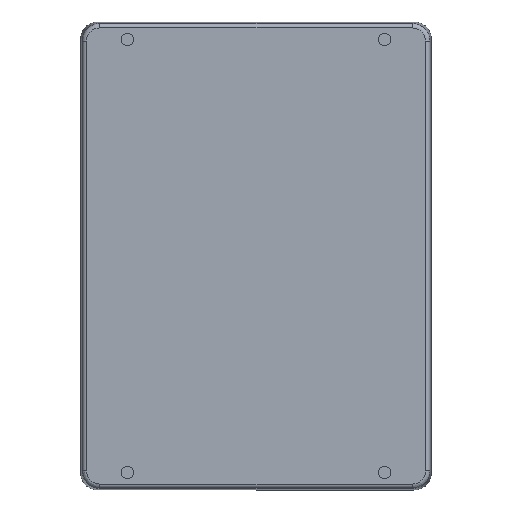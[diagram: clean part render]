
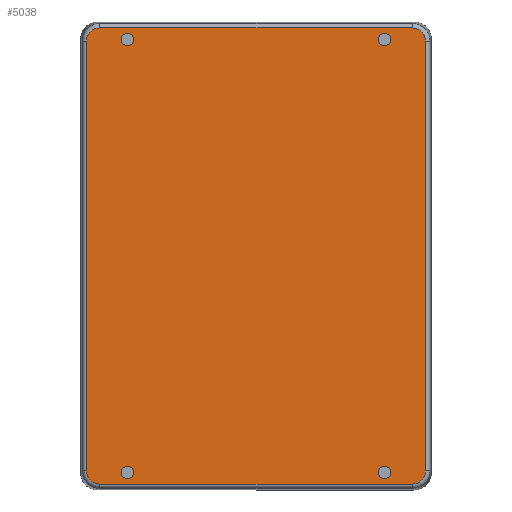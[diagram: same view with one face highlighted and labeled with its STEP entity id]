
A CAD part, left-side view. The second image highlights one B-rep face of the part: STEP entity #5038.
In plain terms, the highlighted planar face has unit normal (-1, 0, 0).
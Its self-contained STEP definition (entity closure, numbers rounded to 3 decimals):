
#324=LINE('',#9308,#612);
#326=LINE('',#9424,#614);
#327=LINE('',#9429,#615);
#329=LINE('',#9542,#617);
#612=VECTOR('',#7378,10.693);
#614=VECTOR('',#7396,14.693);
#615=VECTOR('',#7401,14.693);
#617=VECTOR('',#7417,10.693);
#672=ELLIPSE('',#5742,0.45,0.45);
#673=ELLIPSE('',#5744,0.45,0.45);
#676=ELLIPSE('',#5752,0.45,0.45);
#677=ELLIPSE('',#5754,0.45,0.45);
#787=PLANE('',#5763);
#1052=FACE_BOUND('',#1802,.T.);
#1053=FACE_BOUND('',#1803,.T.);
#1054=FACE_BOUND('',#1804,.T.);
#1055=FACE_BOUND('',#1805,.T.);
#1373=FACE_OUTER_BOUND('',#1801,.T.);
#1801=EDGE_LOOP('',(#4627,#4628,#4629,#4630,#4631,#4632,#4633,#4634));
#1802=EDGE_LOOP('',(#4635));
#1803=EDGE_LOOP('',(#4636));
#1804=EDGE_LOOP('',(#4637));
#1805=EDGE_LOOP('',(#4638));
#1992=CIRCLE('',#5443,0.21);
#1996=CIRCLE('',#5449,0.21);
#2000=CIRCLE('',#5455,0.21);
#2004=CIRCLE('',#5461,0.21);
#2411=VERTEX_POINT('',#8726);
#2415=VERTEX_POINT('',#8736);
#2419=VERTEX_POINT('',#8746);
#2423=VERTEX_POINT('',#8756);
#2595=VERTEX_POINT('',#9301);
#2598=VERTEX_POINT('',#9306);
#2599=VERTEX_POINT('',#9359);
#2602=VERTEX_POINT('',#9415);
#2603=VERTEX_POINT('',#9420);
#2606=VERTEX_POINT('',#9427);
#2607=VERTEX_POINT('',#9481);
#2610=VERTEX_POINT('',#9537);
#3011=EDGE_CURVE('',#2411,#2411,#1992,.T.);
#3015=EDGE_CURVE('',#2415,#2415,#1996,.T.);
#3019=EDGE_CURVE('',#2419,#2419,#2000,.T.);
#3023=EDGE_CURVE('',#2423,#2423,#2004,.T.);
#3266=EDGE_CURVE('',#2598,#2595,#324,.T.);
#3269=EDGE_CURVE('',#2595,#2599,#672,.T.);
#3271=EDGE_CURVE('',#2602,#2598,#673,.T.);
#3275=EDGE_CURVE('',#2599,#2603,#326,.T.);
#3277=EDGE_CURVE('',#2606,#2602,#327,.T.);
#3281=EDGE_CURVE('',#2603,#2607,#676,.T.);
#3283=EDGE_CURVE('',#2610,#2606,#677,.T.);
#3285=EDGE_CURVE('',#2607,#2610,#329,.T.);
#4627=ORIENTED_EDGE('',*,*,#3266,.F.);
#4628=ORIENTED_EDGE('',*,*,#3271,.F.);
#4629=ORIENTED_EDGE('',*,*,#3277,.F.);
#4630=ORIENTED_EDGE('',*,*,#3283,.F.);
#4631=ORIENTED_EDGE('',*,*,#3285,.F.);
#4632=ORIENTED_EDGE('',*,*,#3281,.F.);
#4633=ORIENTED_EDGE('',*,*,#3275,.F.);
#4634=ORIENTED_EDGE('',*,*,#3269,.F.);
#4635=ORIENTED_EDGE('',*,*,#3023,.T.);
#4636=ORIENTED_EDGE('',*,*,#3019,.T.);
#4637=ORIENTED_EDGE('',*,*,#3015,.T.);
#4638=ORIENTED_EDGE('',*,*,#3011,.T.);
#5038=ADVANCED_FACE('',(#1373,#1052,#1053,#1054,#1055),#787,.T.);
#5443=AXIS2_PLACEMENT_3D('',#8727,#6687,#6688);
#5449=AXIS2_PLACEMENT_3D('',#8737,#6699,#6700);
#5455=AXIS2_PLACEMENT_3D('',#8747,#6711,#6712);
#5461=AXIS2_PLACEMENT_3D('',#8757,#6723,#6724);
#5742=AXIS2_PLACEMENT_3D('',#9363,#7383,#7384);
#5744=AXIS2_PLACEMENT_3D('',#9417,#7387,#7388);
#5752=AXIS2_PLACEMENT_3D('',#9485,#7407,#7408);
#5754=AXIS2_PLACEMENT_3D('',#9539,#7411,#7412);
#5763=AXIS2_PLACEMENT_3D('',#9562,#7438,#7439);
#6687=DIRECTION('center_axis',(1.,0.,0.));
#6688=DIRECTION('ref_axis',(0.,0.,-1.));
#6699=DIRECTION('center_axis',(1.,0.,0.));
#6700=DIRECTION('ref_axis',(0.,0.,-1.));
#6711=DIRECTION('center_axis',(1.,0.,0.));
#6712=DIRECTION('ref_axis',(0.,0.,-1.));
#6723=DIRECTION('center_axis',(1.,0.,0.));
#6724=DIRECTION('ref_axis',(0.,0.,-1.));
#7378=DIRECTION('',(0.,-1.,0.));
#7383=DIRECTION('center_axis',(1.,0.,0.));
#7384=DIRECTION('ref_axis',(0.,-0.707,0.707));
#7387=DIRECTION('center_axis',(1.,0.,0.));
#7388=DIRECTION('ref_axis',(0.,0.707,0.707));
#7396=DIRECTION('',(0.,0.,-1.));
#7401=DIRECTION('',(0.,0.,1.));
#7407=DIRECTION('center_axis',(1.,0.,0.));
#7408=DIRECTION('ref_axis',(0.,-0.707,-0.707));
#7411=DIRECTION('center_axis',(1.,0.,0.));
#7412=DIRECTION('ref_axis',(0.,0.707,-0.707));
#7417=DIRECTION('',(0.,1.,0.));
#7438=DIRECTION('center_axis',(-1.,0.,0.));
#7439=DIRECTION('ref_axis',(0.,0.,1.));
#8726=CARTESIAN_POINT('',(0.,-4.4,7.61));
#8727=CARTESIAN_POINT('Origin',(0.,-4.4,7.4));
#8736=CARTESIAN_POINT('',(0.,-4.4,-7.19));
#8737=CARTESIAN_POINT('Origin',(0.,-4.4,-7.4));
#8746=CARTESIAN_POINT('',(0.,4.4,7.61));
#8747=CARTESIAN_POINT('Origin',(0.,4.4,7.4));
#8756=CARTESIAN_POINT('',(0.,4.4,-7.19));
#8757=CARTESIAN_POINT('Origin',(0.,4.4,-7.4));
#9301=CARTESIAN_POINT('',(0.,-5.346,7.796));
#9306=CARTESIAN_POINT('',(0.,5.347,7.796));
#9308=CARTESIAN_POINT('',(0.,5.347,7.796));
#9359=CARTESIAN_POINT('',(0.,-5.796,7.346));
#9363=CARTESIAN_POINT('Origin',(0.,-5.346,7.346));
#9415=CARTESIAN_POINT('',(0.,5.797,7.346));
#9417=CARTESIAN_POINT('Origin',(0.,5.347,7.346));
#9420=CARTESIAN_POINT('',(0.,-5.796,-7.346));
#9424=CARTESIAN_POINT('',(0.,-5.796,7.346));
#9427=CARTESIAN_POINT('',(0.,5.797,-7.346));
#9429=CARTESIAN_POINT('',(0.,5.797,-7.346));
#9481=CARTESIAN_POINT('',(0.,-5.346,-7.796));
#9485=CARTESIAN_POINT('Origin',(0.,-5.346,-7.346));
#9537=CARTESIAN_POINT('',(0.,5.347,-7.796));
#9539=CARTESIAN_POINT('Origin',(0.,5.347,-7.346));
#9542=CARTESIAN_POINT('',(0.,-5.346,-7.796));
#9562=CARTESIAN_POINT('Origin',(0.,-5.945,-8.));
